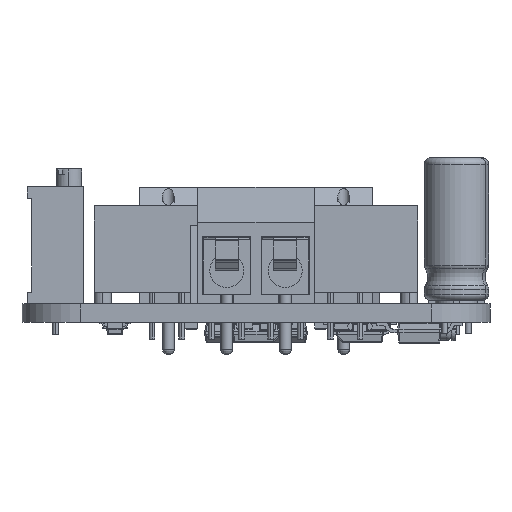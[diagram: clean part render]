
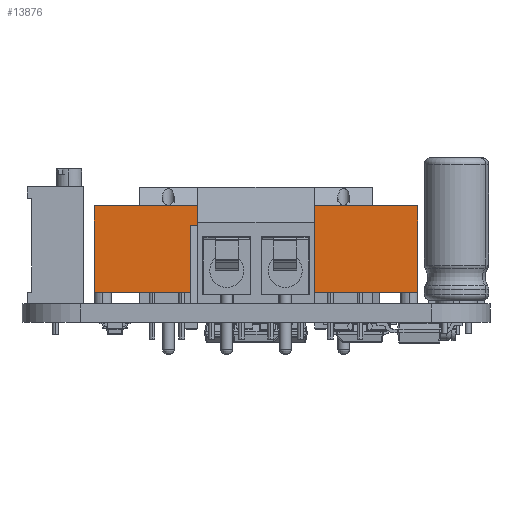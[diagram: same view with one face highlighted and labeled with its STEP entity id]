
A CAD part, left-side view. The second image highlights one B-rep face of the part: STEP entity #13876.
In plain terms, the highlighted planar face has unit normal (-1, 0, 0).
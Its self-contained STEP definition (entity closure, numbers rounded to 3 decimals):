
#13403 = VERTEX_POINT('',#13404);
#13404 = CARTESIAN_POINT('',(-9.95,-13.095,1.));
#13445 = VERTEX_POINT('',#13446);
#13446 = CARTESIAN_POINT('',(-9.95,13.095,1.));
#13566 = EDGE_CURVE('',#13403,#13567,#13569,.T.);
#13567 = VERTEX_POINT('',#13568);
#13568 = CARTESIAN_POINT('',(-9.95,-13.845,1.));
#13569 = LINE('',#13570,#13571);
#13570 = CARTESIAN_POINT('',(-9.95,-13.845,1.));
#13571 = VECTOR('',#13572,1.);
#13572 = DIRECTION('',(0.,-1.,0.));
#13755 = EDGE_CURVE('',#13445,#13403,#13756,.T.);
#13756 = LINE('',#13757,#13758);
#13757 = CARTESIAN_POINT('',(-9.95,-13.845,1.));
#13758 = VECTOR('',#13759,1.);
#13759 = DIRECTION('',(0.,-1.,0.));
#13850 = VERTEX_POINT('',#13851);
#13851 = CARTESIAN_POINT('',(-9.95,13.845,1.));
#13857 = EDGE_CURVE('',#13858,#13850,#13860,.T.);
#13858 = VERTEX_POINT('',#13859);
#13859 = CARTESIAN_POINT('',(-9.95,13.845,8.38));
#13860 = LINE('',#13861,#13862);
#13861 = CARTESIAN_POINT('',(-9.95,13.845,8.38));
#13862 = VECTOR('',#13863,1.);
#13863 = DIRECTION('',(0.,0.,-1.));
#13876 = ADVANCED_FACE('',(#13877),#13902,.F.);
#13877 = FACE_BOUND('',#13878,.T.);
#13878 = EDGE_LOOP('',(#13879,#13885,#13886,#13887,#13895,#13901));
#13879 = ORIENTED_EDGE('',*,*,#13880,.T.);
#13880 = EDGE_CURVE('',#13850,#13445,#13881,.T.);
#13881 = LINE('',#13882,#13883);
#13882 = CARTESIAN_POINT('',(-9.95,-13.845,1.));
#13883 = VECTOR('',#13884,1.);
#13884 = DIRECTION('',(0.,-1.,0.));
#13885 = ORIENTED_EDGE('',*,*,#13755,.T.);
#13886 = ORIENTED_EDGE('',*,*,#13566,.T.);
#13887 = ORIENTED_EDGE('',*,*,#13888,.F.);
#13888 = EDGE_CURVE('',#13889,#13567,#13891,.T.);
#13889 = VERTEX_POINT('',#13890);
#13890 = CARTESIAN_POINT('',(-9.95,-13.845,8.38));
#13891 = LINE('',#13892,#13893);
#13892 = CARTESIAN_POINT('',(-9.95,-13.845,8.38));
#13893 = VECTOR('',#13894,1.);
#13894 = DIRECTION('',(0.,0.,-1.));
#13895 = ORIENTED_EDGE('',*,*,#13896,.F.);
#13896 = EDGE_CURVE('',#13858,#13889,#13897,.T.);
#13897 = LINE('',#13898,#13899);
#13898 = CARTESIAN_POINT('',(-9.95,-13.845,8.38));
#13899 = VECTOR('',#13900,1.);
#13900 = DIRECTION('',(0.,-1.,0.));
#13901 = ORIENTED_EDGE('',*,*,#13857,.T.);
#13902 = PLANE('',#13903);
#13903 = AXIS2_PLACEMENT_3D('',#13904,#13905,#13906);
#13904 = CARTESIAN_POINT('',(-9.95,-13.845,8.38));
#13905 = DIRECTION('',(1.,0.,0.));
#13906 = DIRECTION('',(0.,0.,-1.));
